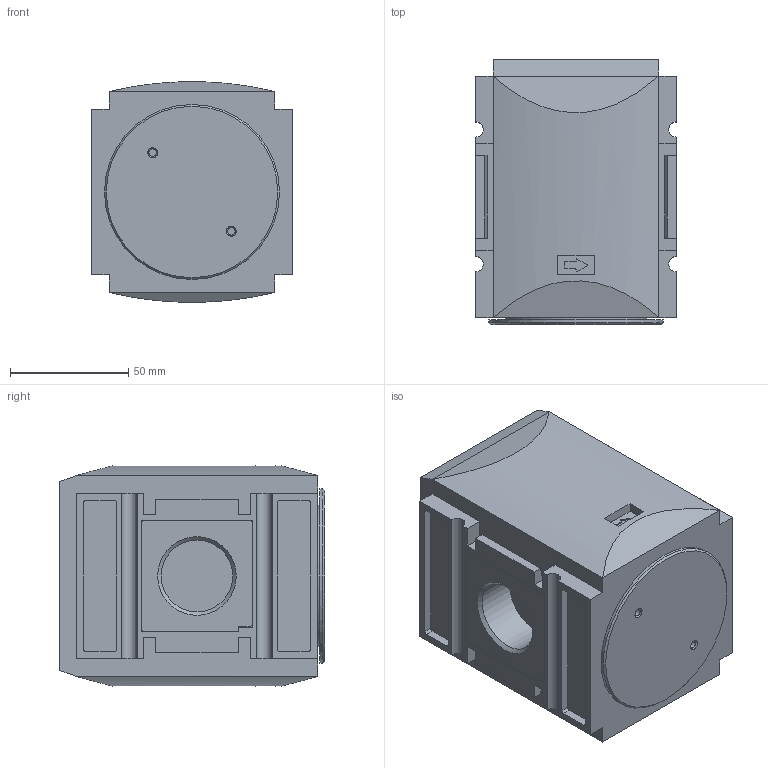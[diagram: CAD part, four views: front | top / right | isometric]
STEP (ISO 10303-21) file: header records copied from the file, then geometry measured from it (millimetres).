
FILE_DESCRIPTION( ( 'STEP AP214' ), ' ' );
FILE_NAME( '94034.GG00.stp', '2017-07-20T11:24:08', ( '' ), ( '' ), ' ', 'PARTsolutions', ' ' );
FILE_SCHEMA( ( 'AUTOMOTIVE_DESIGN { 1 0 10303 214 1 1 1 1 }' ) );
Length unit declared in the file: millimetre
Products named in the file (1): _94034.GG00
Bounding box: 85 x 112.2 x 93.25 mm (x, y, z)
Volume: 747148 mm3; surface area: 69048.1 mm2
Topology: 1 solids, 1 shells, 199 faces, 515 edges, 340 vertices
Faces by surface type: plane 146, cylinder 46, cone 5, torus 2
Full cylindrical faces by diameter (mm): 3.2 x2, 30.291 x2, 37 x1, 42 x1, 50 x1, 50.7 x1, 60 x1, 74 x1
Entity records: 7510 total; most frequent: CARTESIAN_POINT 1028, DIRECTION 996, ORIENTED_EDGE 986, EDGE_CURVE 493, LINE 390, VECTOR 390, VERTEX_POINT 335, AXIS2_PLACEMENT_3D 303
